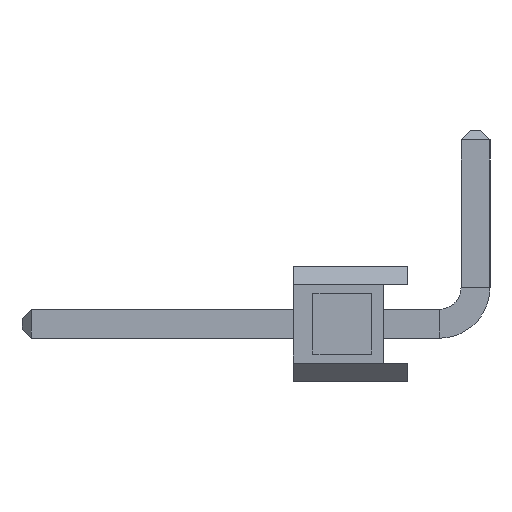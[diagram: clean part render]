
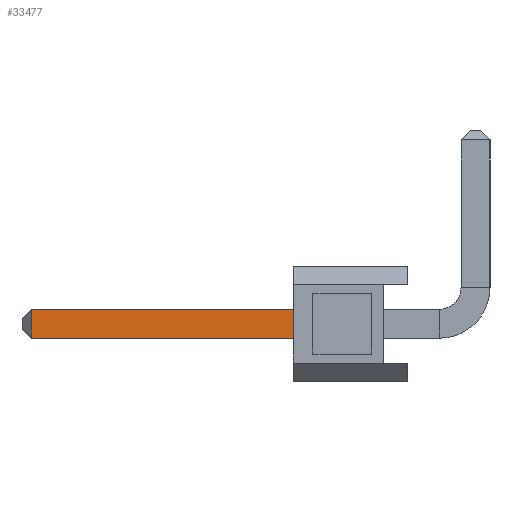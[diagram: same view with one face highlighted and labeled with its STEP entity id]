
A CAD part, left-side view. The second image highlights one B-rep face of the part: STEP entity #33477.
In plain terms, the highlighted planar face has unit normal (-1, 0, 0).
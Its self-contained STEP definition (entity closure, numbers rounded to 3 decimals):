
#1054 = CARTESIAN_POINT ( 'NONE',  ( -0.32, -0.7, 0.32 ) ) ;
#2522 = CARTESIAN_POINT ( 'NONE',  ( -0.32, -0.7, -0.32 ) ) ;
#4989 = EDGE_LOOP ( 'NONE', ( #14758, #43978, #49878, #35519 ) ) ;
#5263 = VERTEX_POINT ( 'NONE', #36420 ) ;
#6381 = FACE_OUTER_BOUND ( 'NONE', #4989, .T. ) ;
#11795 = CARTESIAN_POINT ( 'NONE',  ( -0.32, 2.54, 0. ) ) ;
#13794 = DIRECTION ( 'NONE',  ( 0., 1., 0. ) ) ;
#13907 = CARTESIAN_POINT ( 'NONE',  ( -0.32, -0.7, -0.32 ) ) ;
#14743 = VECTOR ( 'NONE', #13794, 1000. ) ;
#14758 = ORIENTED_EDGE ( 'NONE', *, *, #40516, .T. ) ;
#17484 = CARTESIAN_POINT ( 'NONE',  ( -0.32, 8.34, -0.32 ) ) ;
#18114 = DIRECTION ( 'NONE',  ( 0., 0., 1. ) ) ;
#21823 = PLANE ( 'NONE',  #36294 ) ;
#22185 = DIRECTION ( 'NONE',  ( -1., 0., 0. ) ) ;
#23443 = LINE ( 'NONE', #52328, #35854 ) ;
#23476 = VERTEX_POINT ( 'NONE', #38669 ) ;
#27498 = EDGE_CURVE ( 'NONE', #23476, #35213, #23443, .T. ) ;
#27886 = VERTEX_POINT ( 'NONE', #49717 ) ;
#33477 = ADVANCED_FACE ( 'NONE', ( #6381 ), #21823, .T. ) ;
#35213 = VERTEX_POINT ( 'NONE', #17484 ) ;
#35519 = ORIENTED_EDGE ( 'NONE', *, *, #44717, .F. ) ;
#35562 = DIRECTION ( 'NONE',  ( 0., 0., -1. ) ) ;
#35854 = VECTOR ( 'NONE', #35562, 1000. ) ;
#36294 = AXIS2_PLACEMENT_3D ( 'NONE', #13907, #22185, #18114 ) ;
#36420 = CARTESIAN_POINT ( 'NONE',  ( -0.32, 2.54, -0.32 ) ) ;
#38028 = LINE ( 'NONE', #2522, #43281 ) ;
#38669 = CARTESIAN_POINT ( 'NONE',  ( -0.32, 8.34, 0.32 ) ) ;
#39357 = LINE ( 'NONE', #11795, #46591 ) ;
#40516 = EDGE_CURVE ( 'NONE', #27886, #23476, #49512, .T. ) ;
#41612 = EDGE_CURVE ( 'NONE', #5263, #35213, #38028, .T. ) ;
#43281 = VECTOR ( 'NONE', #45236, 1000. ) ;
#43978 = ORIENTED_EDGE ( 'NONE', *, *, #27498, .T. ) ;
#44717 = EDGE_CURVE ( 'NONE', #27886, #5263, #39357, .T. ) ;
#45236 = DIRECTION ( 'NONE',  ( 0., 1., 0. ) ) ;
#45325 = DIRECTION ( 'NONE',  ( 0., 0., -1. ) ) ;
#46591 = VECTOR ( 'NONE', #45325, 1000. ) ;
#49512 = LINE ( 'NONE', #1054, #14743 ) ;
#49717 = CARTESIAN_POINT ( 'NONE',  ( -0.32, 2.54, 0.32 ) ) ;
#49878 = ORIENTED_EDGE ( 'NONE', *, *, #41612, .F. ) ;
#52328 = CARTESIAN_POINT ( 'NONE',  ( -0.32, 8.34, -0.32 ) ) ;
